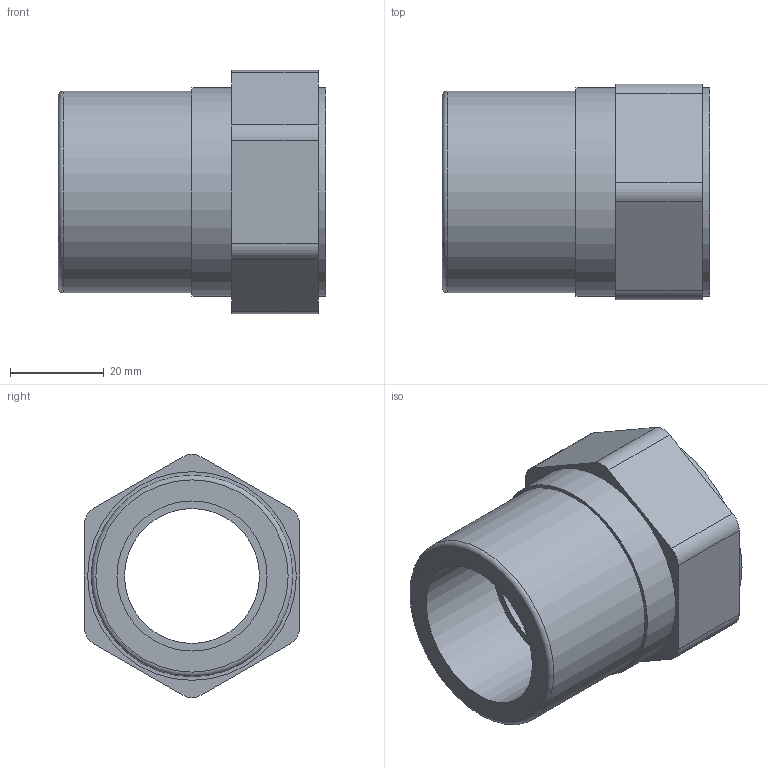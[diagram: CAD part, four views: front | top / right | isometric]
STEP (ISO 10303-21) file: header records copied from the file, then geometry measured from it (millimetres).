
FILE_DESCRIPTION(/* description */ ('PE100 Transition Adaptor to Female Threads for socket welding, Ø32 - 1", PN10'),/* implementation_level */ '2;1');
FILE_NAME(/* name */ 'MIFE-RC-032-R025',/* time_stamp */ '2023-01-10T10:04:13+01:00',/* author */ ('COAB Solutions'),/* organization */ ('GPA Flowsystem'),/* preprocessor_version */ 'www.coabsolutions.com - creating and organizing all your 3D drawings',/* originating_system */ 'Autodesk Inventor 2021',/* authorisation */ '');
FILE_SCHEMA (('AUTOMOTIVE_DESIGN { 1 0 10303 214 3 1 1 }'));
Length unit declared in the file: millimetre
Products named in the file (1): MIFE-RC-032-R025
Bounding box: 57 x 46 x 51.88 mm (x, y, z)
Volume: 45885.8 mm3; surface area: 16093.9 mm2
Topology: 1 solids, 1 shells, 28 faces, 60 edges, 40 vertices
Faces by surface type: plane 14, cylinder 13, torus 1
Full cylindrical faces by diameter (mm): 28.8 x1, 32 x1, 33.249 x1, 36.449 x1, 43 x1, 44.5 x2
Entity records: 828 total; most frequent: DIRECTION 147, CARTESIAN_POINT 129, ORIENTED_EDGE 120, EDGE_CURVE 60, AXIS2_PLACEMENT_3D 58, VERTEX_POINT 40, EDGE_LOOP 36, LINE 31
